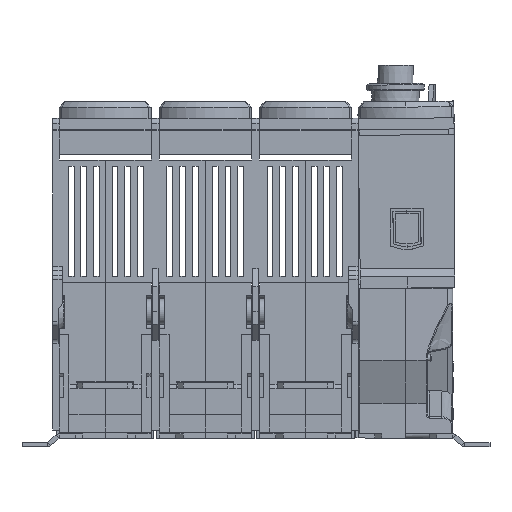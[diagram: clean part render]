
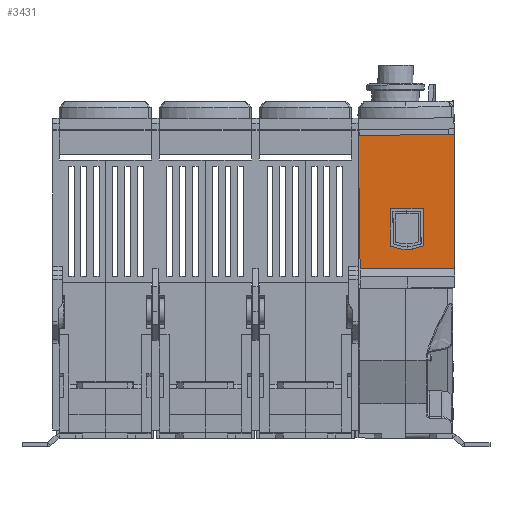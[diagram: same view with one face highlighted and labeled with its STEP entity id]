
A CAD part, left-side view. The second image highlights one B-rep face of the part: STEP entity #3431.
In plain terms, the highlighted planar face has unit normal (-1, 0, 0).
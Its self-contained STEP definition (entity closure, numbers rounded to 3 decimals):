
#3431=ADVANCED_FACE('',(#6424,#6425),#5160,.T.);
#5160=PLANE('',#44969);
#6424=FACE_BOUND('',#7408,.T.);
#6425=FACE_BOUND('',#7409,.T.);
#7408=EDGE_LOOP('',(#12861,#12862,#12863,#12864,#12865,#12866));
#7409=EDGE_LOOP('',(#12867,#12868,#12869,#12870,#12871,#12872,#12873,#12874));
#12861=ORIENTED_EDGE('',*,*,#28183,.T.);
#12862=ORIENTED_EDGE('',*,*,#27777,.T.);
#12863=ORIENTED_EDGE('',*,*,#28184,.T.);
#12864=ORIENTED_EDGE('',*,*,#28185,.F.);
#12865=ORIENTED_EDGE('',*,*,#28186,.F.);
#12866=ORIENTED_EDGE('',*,*,#28155,.T.);
#12867=ORIENTED_EDGE('',*,*,#28187,.T.);
#12868=ORIENTED_EDGE('',*,*,#28188,.T.);
#12869=ORIENTED_EDGE('',*,*,#28189,.T.);
#12870=ORIENTED_EDGE('',*,*,#28190,.T.);
#12871=ORIENTED_EDGE('',*,*,#28191,.F.);
#12872=ORIENTED_EDGE('',*,*,#28192,.F.);
#12873=ORIENTED_EDGE('',*,*,#28193,.F.);
#12874=ORIENTED_EDGE('',*,*,#28194,.F.);
#22362=VERTEX_POINT('',#63856);
#22367=VERTEX_POINT('',#63868);
#22761=VERTEX_POINT('',#66871);
#22762=VERTEX_POINT('',#66873);
#22788=VERTEX_POINT('',#66929);
#22789=VERTEX_POINT('',#66931);
#22790=VERTEX_POINT('',#66934);
#22791=VERTEX_POINT('',#66935);
#22792=VERTEX_POINT('',#66937);
#22793=VERTEX_POINT('',#66939);
#22794=VERTEX_POINT('',#66941);
#22795=VERTEX_POINT('',#66943);
#22796=VERTEX_POINT('',#66945);
#22797=VERTEX_POINT('',#66947);
#27777=EDGE_CURVE('',#22367,#22362,#34173,.T.);
#28155=EDGE_CURVE('',#22762,#22761,#34430,.T.);
#28183=EDGE_CURVE('',#22761,#22367,#34456,.T.);
#28184=EDGE_CURVE('',#22362,#22788,#34457,.T.);
#28185=EDGE_CURVE('',#22789,#22788,#34458,.T.);
#28186=EDGE_CURVE('',#22762,#22789,#34459,.T.);
#28187=EDGE_CURVE('',#22790,#22791,#34460,.T.);
#28188=EDGE_CURVE('',#22791,#22792,#34461,.T.);
#28189=EDGE_CURVE('',#22792,#22793,#34462,.T.);
#28190=EDGE_CURVE('',#22793,#22794,#34463,.T.);
#28191=EDGE_CURVE('',#22795,#22794,#34464,.T.);
#28192=EDGE_CURVE('',#22796,#22795,#34465,.T.);
#28193=EDGE_CURVE('',#22797,#22796,#34466,.T.);
#28194=EDGE_CURVE('',#22790,#22797,#34467,.T.);
#34173=LINE('',#65112,#39647);
#34430=LINE('',#66872,#39904);
#34456=LINE('',#66927,#39930);
#34457=LINE('',#66928,#39931);
#34458=LINE('',#66930,#39932);
#34459=LINE('',#66932,#39933);
#34460=LINE('',#66933,#39934);
#34461=LINE('',#66936,#39935);
#34462=LINE('',#66938,#39936);
#34463=LINE('',#66940,#39937);
#34464=LINE('',#66942,#39938);
#34465=LINE('',#66944,#39939);
#34466=LINE('',#66946,#39940);
#34467=LINE('',#66948,#39941);
#39647=VECTOR('',#49375,1.);
#39904=VECTOR('',#49924,1.);
#39930=VECTOR('',#49956,1.);
#39931=VECTOR('',#49957,1.);
#39932=VECTOR('',#49958,1.);
#39933=VECTOR('',#49959,1.);
#39934=VECTOR('',#49960,1.);
#39935=VECTOR('',#49961,1.);
#39936=VECTOR('',#49962,1.);
#39937=VECTOR('',#49963,1.);
#39938=VECTOR('',#49964,1.);
#39939=VECTOR('',#49965,1.);
#39940=VECTOR('',#49966,1.);
#39941=VECTOR('',#49967,1.);
#44969=AXIS2_PLACEMENT_3D('',#66949,#49968,#49969);
#49375=DIRECTION('',(0.,1.,-0.009));
#49924=DIRECTION('',(0.,0.003,1.));
#49956=DIRECTION('',(0.,1.,-0.009));
#49957=DIRECTION('',(0.,1.,-0.009));
#49958=DIRECTION('',(0.,0.014,1.));
#49959=DIRECTION('',(0.,1.,-0.009));
#49960=DIRECTION('',(0.,-1.,0.009));
#49961=DIRECTION('',(0.,-0.009,-1.));
#49962=DIRECTION('',(0.,0.964,-0.267));
#49963=DIRECTION('',(0.,1.,-0.009));
#49964=DIRECTION('',(0.,-1.,0.009));
#49965=DIRECTION('',(0.,-0.968,-0.25));
#49966=DIRECTION('',(0.,-0.009,-1.));
#49967=DIRECTION('',(0.,1.,-0.009));
#49968=DIRECTION('',(-1.,0.,0.));
#49969=DIRECTION('',(0.,1.,-0.009));
#63856=CARTESIAN_POINT('',(-49.,-1.9,78.358));
#63868=CARTESIAN_POINT('',(-49.,-33.919,78.637));
#65112=CARTESIAN_POINT('',(-49.,-18.649,78.504));
#66871=CARTESIAN_POINT('',(-49.,-35.859,78.654));
#66872=CARTESIAN_POINT('',(-49.,-35.982,43.438));
#66873=CARTESIAN_POINT('',(-49.,-36.027,30.654));
#66927=CARTESIAN_POINT('',(-49.,-18.649,78.504));
#66928=CARTESIAN_POINT('',(-49.,-18.649,78.504));
#66929=CARTESIAN_POINT('',(-49.,-1.439,78.354));
#66930=CARTESIAN_POINT('',(-49.,-1.931,43.141));
#66931=CARTESIAN_POINT('',(-49.,-2.109,30.358));
#66932=CARTESIAN_POINT('',(-49.,-19.068,30.506));
#66933=CARTESIAN_POINT('',(-49.,-18.881,52.005));
#66934=CARTESIAN_POINT('',(-49.,-18.881,52.005));
#66935=CARTESIAN_POINT('',(-49.,-24.88,52.058));
#66936=CARTESIAN_POINT('',(-49.,-24.974,41.308));
#66937=CARTESIAN_POINT('',(-49.,-24.997,38.662));
#66938=CARTESIAN_POINT('',(-49.,-21.194,37.607));
#66939=CARTESIAN_POINT('',(-49.,-20.889,37.522));
#66940=CARTESIAN_POINT('',(-49.,-19.948,37.514));
#66941=CARTESIAN_POINT('',(-49.,-19.007,37.506));
#66942=CARTESIAN_POINT('',(-49.,-18.066,37.498));
#66943=CARTESIAN_POINT('',(-49.,-17.126,37.489));
#66944=CARTESIAN_POINT('',(-49.,-16.818,37.569));
#66945=CARTESIAN_POINT('',(-49.,-12.998,38.557));
#66946=CARTESIAN_POINT('',(-49.,-12.975,41.203));
#66947=CARTESIAN_POINT('',(-49.,-12.881,51.953));
#66948=CARTESIAN_POINT('',(-49.,-18.881,52.005));
#66949=CARTESIAN_POINT('',(-49.,-19.068,30.506));
